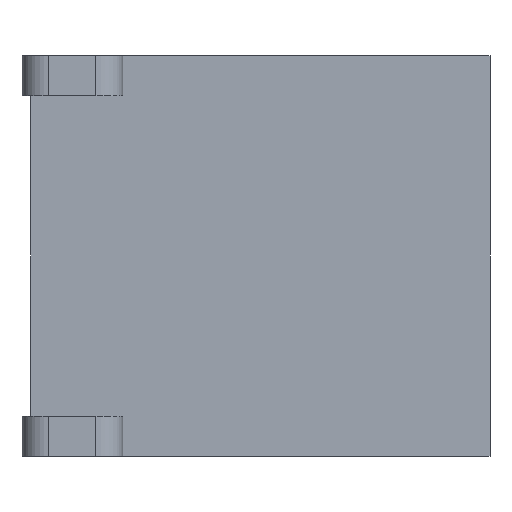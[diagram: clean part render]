
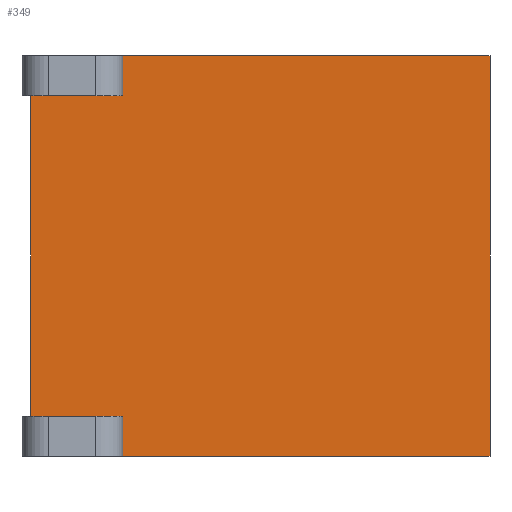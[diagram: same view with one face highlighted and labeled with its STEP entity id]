
A CAD part, front view. The second image highlights one B-rep face of the part: STEP entity #349.
In plain terms, the highlighted planar face has unit normal (0, -1, 0).
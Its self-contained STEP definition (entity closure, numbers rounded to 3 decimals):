
#28=PLANE('',#397);
#46=FACE_OUTER_BOUND('',#68,.T.);
#68=EDGE_LOOP('',(#314,#315,#316,#317,#318,#319,#320,#321));
#73=LINE('',#518,#105);
#76=LINE('',#529,#108);
#79=LINE('',#537,#111);
#88=LINE('',#565,#120);
#96=LINE('',#585,#128);
#99=LINE('',#593,#131);
#100=LINE('',#595,#132);
#101=LINE('',#598,#133);
#105=VECTOR('',#414,10.);
#108=VECTOR('',#423,10.);
#111=VECTOR('',#430,10.);
#120=VECTOR('',#455,10.);
#128=VECTOR('',#481,10.);
#131=VECTOR('',#490,10.);
#132=VECTOR('',#493,10.);
#133=VECTOR('',#498,10.);
#150=VERTEX_POINT('',#503);
#157=VERTEX_POINT('',#516);
#161=VERTEX_POINT('',#526);
#162=VERTEX_POINT('',#528);
#165=VERTEX_POINT('',#536);
#175=VERTEX_POINT('',#562);
#176=VERTEX_POINT('',#564);
#181=VERTEX_POINT('',#591);
#189=EDGE_CURVE('',#157,#150,#73,.T.);
#194=EDGE_CURVE('',#162,#161,#76,.T.);
#198=EDGE_CURVE('',#165,#150,#79,.T.);
#212=EDGE_CURVE('',#176,#175,#88,.T.);
#223=EDGE_CURVE('',#161,#165,#96,.T.);
#227=EDGE_CURVE('',#157,#181,#99,.T.);
#228=EDGE_CURVE('',#181,#176,#100,.T.);
#229=EDGE_CURVE('',#175,#162,#101,.T.);
#314=ORIENTED_EDGE('',*,*,#189,.F.);
#315=ORIENTED_EDGE('',*,*,#227,.T.);
#316=ORIENTED_EDGE('',*,*,#228,.T.);
#317=ORIENTED_EDGE('',*,*,#212,.T.);
#318=ORIENTED_EDGE('',*,*,#229,.T.);
#319=ORIENTED_EDGE('',*,*,#194,.T.);
#320=ORIENTED_EDGE('',*,*,#223,.T.);
#321=ORIENTED_EDGE('',*,*,#198,.T.);
#349=ADVANCED_FACE('',(#46),#28,.F.);
#397=AXIS2_PLACEMENT_3D('',#597,#496,#497);
#414=DIRECTION('',(0.,0.,1.));
#423=DIRECTION('',(-1.,0.,0.));
#430=DIRECTION('',(-1.,0.,0.));
#455=DIRECTION('',(1.,0.,0.));
#481=DIRECTION('',(0.,0.,-1.));
#490=DIRECTION('',(1.,0.,0.));
#493=DIRECTION('',(0.,0.,-1.));
#496=DIRECTION('center_axis',(0.,1.,0.));
#497=DIRECTION('ref_axis',(1.,0.,0.));
#498=DIRECTION('',(0.,0.,1.));
#503=CARTESIAN_POINT('',(-16.744,0.,11.9));
#516=CARTESIAN_POINT('',(-16.744,0.,-11.9));
#518=CARTESIAN_POINT('',(-16.744,0.,-7.45));
#526=CARTESIAN_POINT('',(-9.9,0.,14.9));
#528=CARTESIAN_POINT('',(17.4,0.,14.9));
#529=CARTESIAN_POINT('',(17.4,0.,14.9));
#536=CARTESIAN_POINT('',(-9.9,0.,11.9));
#537=CARTESIAN_POINT('',(-8.7,0.,11.9));
#562=CARTESIAN_POINT('',(17.4,0.,-14.9));
#564=CARTESIAN_POINT('',(-9.9,0.,-14.9));
#565=CARTESIAN_POINT('',(-17.4,0.,-14.9));
#585=CARTESIAN_POINT('',(-9.9,0.,5.95));
#591=CARTESIAN_POINT('',(-9.9,0.,-11.9));
#593=CARTESIAN_POINT('',(-4.95,0.,-11.9));
#595=CARTESIAN_POINT('',(-9.9,0.,-7.45));
#597=CARTESIAN_POINT('Origin',(0.,0.,0.));
#598=CARTESIAN_POINT('',(17.4,0.,-14.9));
